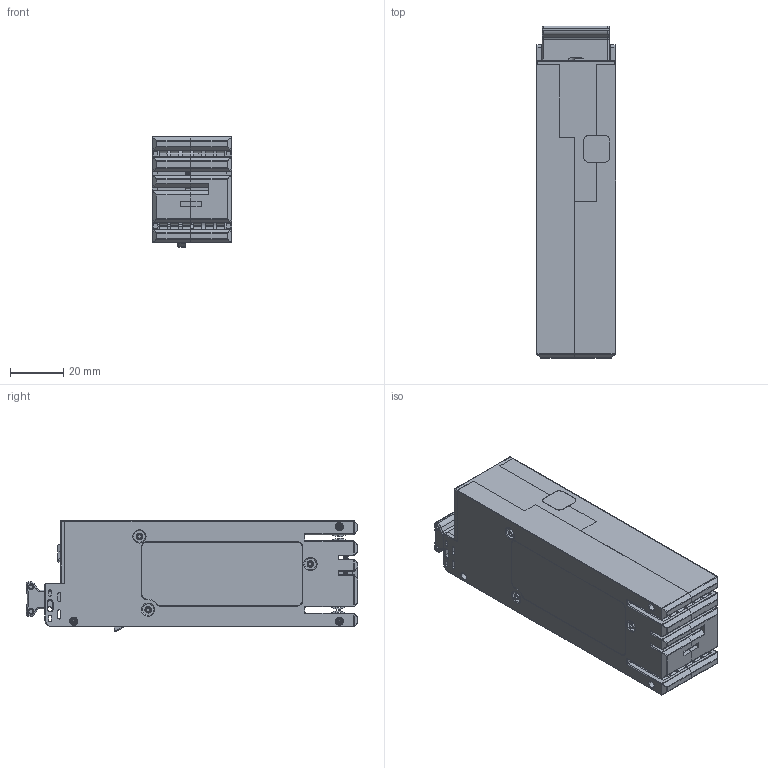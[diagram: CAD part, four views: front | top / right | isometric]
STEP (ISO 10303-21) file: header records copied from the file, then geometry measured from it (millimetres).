
FILE_DESCRIPTION((''),'2;1');
FILE_NAME('CB-125CXZ_1_ASM','2023-08-14T13:55:41',('aiqing'),(''),'CREO PARAMETRIC BY PTC INC, 2020044','CREO PARAMETRIC BY PTC INC, 2020044','');
FILE_SCHEMA(('CONFIG_CONTROL_DESIGN','SHAPE_APPEARANCE_LAYERS_GROUPS'));
Products named in the file (1): CB-125CXZ_1_ASM
Bounding box: 29.8 x 125 x 41.6 mm (x, y, z)
Surface area: 61443.1 mm2 (no closed solid volume)
Topology: 0 solids, 33 shells, 2913 faces, 8426 edges, 5564 vertices
Faces by surface type: plane 1656, cylinder 945, torus 124, cone 120, sphere 55, bspline 13
Entity records: 116194 total; most frequent: CARTESIAN_POINT 18879, ORIENTED_EDGE 16726, DIRECTION 16561, EDGE_CURVE 8363, AXIS2_PLACEMENT_3D 5591, VERTEX_POINT 5564, VECTOR 5379, LINE 5379
